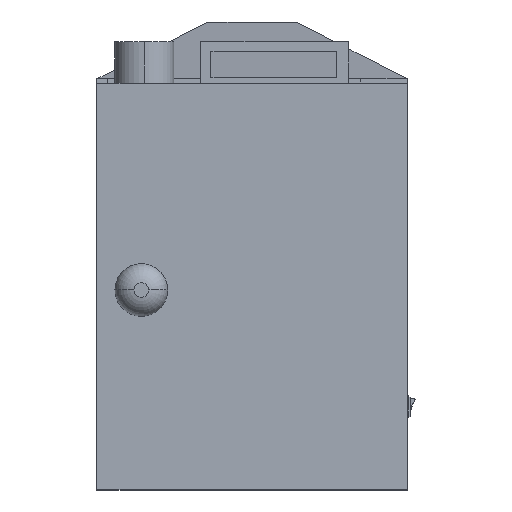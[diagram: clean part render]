
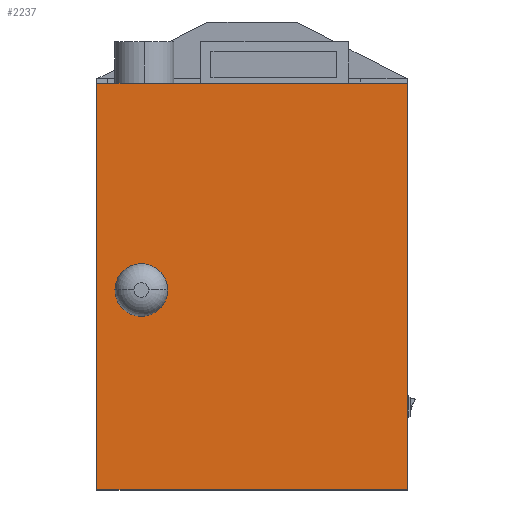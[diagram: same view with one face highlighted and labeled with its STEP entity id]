
A CAD part, top view. The second image highlights one B-rep face of the part: STEP entity #2237.
In plain terms, the highlighted face is planar.
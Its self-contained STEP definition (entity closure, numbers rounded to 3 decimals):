
#164 = VECTOR ( 'NONE', #1736, 1000. ) ;
#419 = CARTESIAN_POINT ( 'NONE',  ( -74.712, 0., 75.521 ) ) ;
#473 = VERTEX_POINT ( 'NONE', #4597 ) ;
#484 = EDGE_LOOP ( 'NONE', ( #1076, #3587 ) ) ;
#688 = CARTESIAN_POINT ( 'NONE',  ( -74.712, 0., 75.521 ) ) ;
#732 = CARTESIAN_POINT ( 'NONE',  ( -44.712, 0., -69.479 ) ) ;
#755 = VERTEX_POINT ( 'NONE', #6506 ) ;
#995 = DIRECTION ( 'NONE',  ( 0., 0., 1. ) ) ;
#1076 = ORIENTED_EDGE ( 'NONE', *, *, #3289, .T. ) ;
#1112 = DIRECTION ( 'NONE',  ( 0., 1., 0. ) ) ;
#1114 = ORIENTED_EDGE ( 'NONE', *, *, #6621, .F. ) ;
#1250 = EDGE_CURVE ( 'NONE', #3381, #755, #4692, .T. ) ;
#1392 = VECTOR ( 'NONE', #6646, 1000. ) ;
#1532 = DIRECTION ( 'NONE',  ( 0., 1., 0. ) ) ;
#1590 = CARTESIAN_POINT ( 'NONE',  ( -44.712, 0., -64.479 ) ) ;
#1736 = DIRECTION ( 'NONE',  ( 1., 0., 0. ) ) ;
#2119 = VERTEX_POINT ( 'NONE', #2463 ) ;
#2128 = CARTESIAN_POINT ( 'NONE',  ( -44.712, 0., -64.479 ) ) ;
#2185 = AXIS2_PLACEMENT_3D ( 'NONE', #2574, #1532, #6421 ) ;
#2237 = ADVANCED_FACE ( 'NONE', ( #5405, #2991 ), #5765, .F. ) ;
#2278 = ORIENTED_EDGE ( 'NONE', *, *, #1250, .F. ) ;
#2463 = CARTESIAN_POINT ( 'NONE',  ( -44.712, 0., -59.479 ) ) ;
#2482 = CIRCLE ( 'NONE', #6254, 5. ) ;
#2546 = AXIS2_PLACEMENT_3D ( 'NONE', #2128, #4214, #995 ) ;
#2558 = EDGE_CURVE ( 'NONE', #755, #4064, #6631, .T. ) ;
#2574 = CARTESIAN_POINT ( 'NONE',  ( 0., 0., 0. ) ) ;
#2654 = DIRECTION ( 'NONE',  ( 0., 0., 1. ) ) ;
#2941 = CARTESIAN_POINT ( 'NONE',  ( -74.712, 0., -199.479 ) ) ;
#2963 = EDGE_CURVE ( 'NONE', #4064, #473, #6294, .T. ) ;
#2991 = FACE_OUTER_BOUND ( 'NONE', #6274, .T. ) ;
#3289 = EDGE_CURVE ( 'NONE', #2119, #6477, #5805, .T. ) ;
#3381 = VERTEX_POINT ( 'NONE', #5772 ) ;
#3587 = ORIENTED_EDGE ( 'NONE', *, *, #5244, .T. ) ;
#3600 = VECTOR ( 'NONE', #4322, 1000. ) ;
#3637 = DIRECTION ( 'NONE',  ( 0., 0., -1. ) ) ;
#3679 = CARTESIAN_POINT ( 'NONE',  ( 135.288, 0., -199.479 ) ) ;
#3843 = ORIENTED_EDGE ( 'NONE', *, *, #2558, .F. ) ;
#4064 = VERTEX_POINT ( 'NONE', #419 ) ;
#4214 = DIRECTION ( 'NONE',  ( 0., 1., 0. ) ) ;
#4322 = DIRECTION ( 'NONE',  ( -1., 0., 0. ) ) ;
#4597 = CARTESIAN_POINT ( 'NONE',  ( 135.288, 0., 75.521 ) ) ;
#4692 = LINE ( 'NONE', #5931, #3600 ) ;
#5127 = VECTOR ( 'NONE', #3637, 1000. ) ;
#5244 = EDGE_CURVE ( 'NONE', #6477, #2119, #2482, .T. ) ;
#5405 = FACE_BOUND ( 'NONE', #484, .T. ) ;
#5765 = PLANE ( 'NONE',  #2185 ) ;
#5772 = CARTESIAN_POINT ( 'NONE',  ( 135.288, 0., -199.479 ) ) ;
#5805 = CIRCLE ( 'NONE', #2546, 5. ) ;
#5931 = CARTESIAN_POINT ( 'NONE',  ( -74.712, 0., -199.479 ) ) ;
#6017 = ORIENTED_EDGE ( 'NONE', *, *, #2963, .F. ) ;
#6254 = AXIS2_PLACEMENT_3D ( 'NONE', #1590, #1112, #2654 ) ;
#6274 = EDGE_LOOP ( 'NONE', ( #3843, #2278, #1114, #6017 ) ) ;
#6294 = LINE ( 'NONE', #688, #164 ) ;
#6421 = DIRECTION ( 'NONE',  ( 0., 0., 1. ) ) ;
#6477 = VERTEX_POINT ( 'NONE', #732 ) ;
#6506 = CARTESIAN_POINT ( 'NONE',  ( -74.712, 0., -199.479 ) ) ;
#6621 = EDGE_CURVE ( 'NONE', #473, #3381, #6837, .T. ) ;
#6631 = LINE ( 'NONE', #2941, #1392 ) ;
#6646 = DIRECTION ( 'NONE',  ( 0., 0., 1. ) ) ;
#6837 = LINE ( 'NONE', #3679, #5127 ) ;
